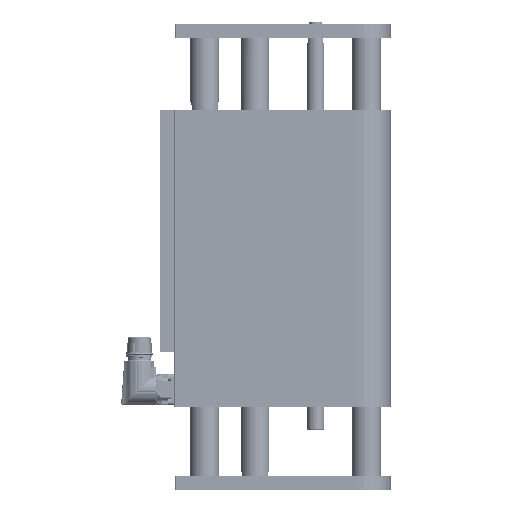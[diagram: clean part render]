
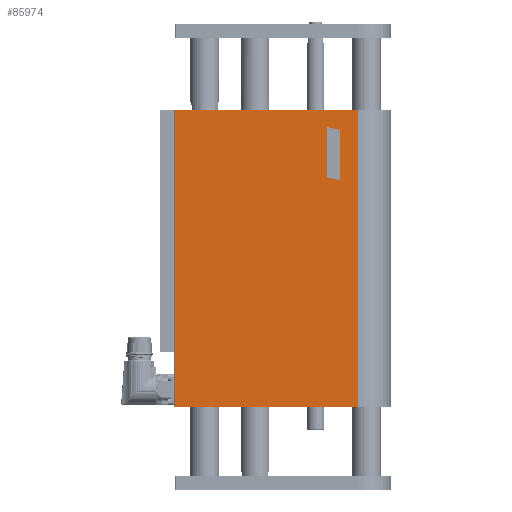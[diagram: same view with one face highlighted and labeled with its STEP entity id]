
A CAD part, left-side view. The second image highlights one B-rep face of the part: STEP entity #85974.
In plain terms, the highlighted planar face has unit normal (-1, 0, 0).
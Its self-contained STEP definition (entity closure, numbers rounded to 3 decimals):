
#815 = LINE ( 'NONE', #12987, #118293 ) ;
#2193 = EDGE_CURVE ( 'NONE', #43100, #91778, #107558, .T. ) ;
#3072 = CARTESIAN_POINT ( 'NONE',  ( -22.5, 55.5, -103. ) ) ;
#3112 = DIRECTION ( 'NONE',  ( 0., -1., 0. ) ) ;
#3639 = ORIENTED_EDGE ( 'NONE', *, *, #2193, .T. ) ;
#5814 = VECTOR ( 'NONE', #3112, 1000. ) ;
#6418 = FACE_OUTER_BOUND ( 'NONE', #121224, .T. ) ;
#10170 = DIRECTION ( 'NONE',  ( -1., 0., 0. ) ) ;
#10497 = LINE ( 'NONE', #46317, #122975 ) ;
#12987 = CARTESIAN_POINT ( 'NONE',  ( -22.5, 57., 103. ) ) ;
#17746 = EDGE_LOOP ( 'NONE', ( #44530, #136898, #30092, #112298 ) ) ;
#26722 = VERTEX_POINT ( 'NONE', #107504 ) ;
#30092 = ORIENTED_EDGE ( 'NONE', *, *, #39047, .T. ) ;
#33823 = DIRECTION ( 'NONE',  ( 0., -1., 0. ) ) ;
#34130 = VERTEX_POINT ( 'NONE', #34455 ) ;
#34455 = CARTESIAN_POINT ( 'NONE',  ( -22.5, 55.5, 103. ) ) ;
#36969 = CARTESIAN_POINT ( 'NONE',  ( -22.5, -49.922, 0. ) ) ;
#39047 = EDGE_CURVE ( 'NONE', #111468, #53802, #100889, .T. ) ;
#41105 = EDGE_CURVE ( 'NONE', #117574, #26722, #127620, .T. ) ;
#43100 = VERTEX_POINT ( 'NONE', #3072 ) ;
#44530 = ORIENTED_EDGE ( 'NONE', *, *, #41105, .T. ) ;
#46317 = CARTESIAN_POINT ( 'NONE',  ( -22.5, 55.5, -103. ) ) ;
#46342 = CARTESIAN_POINT ( 'NONE',  ( -22.5, -71.5, -103. ) ) ;
#46420 = AXIS2_PLACEMENT_3D ( 'NONE', #116058, #10170, #33823 ) ;
#46511 = VECTOR ( 'NONE', #106888, 1000. ) ;
#48003 = VECTOR ( 'NONE', #66549, 1000. ) ;
#49902 = LINE ( 'NONE', #36969, #113424 ) ;
#52933 = FACE_BOUND ( 'NONE', #17746, .T. ) ;
#53592 = CARTESIAN_POINT ( 'NONE',  ( -22.5, -13.606, 63.94 ) ) ;
#53802 = VERTEX_POINT ( 'NONE', #147338 ) ;
#59525 = DIRECTION ( 'NONE',  ( 0., -1., 0. ) ) ;
#59801 = CARTESIAN_POINT ( 'NONE',  ( -22.5, -20.701, 97.226 ) ) ;
#60411 = CARTESIAN_POINT ( 'NONE',  ( -22.5, -58.906, 0. ) ) ;
#61845 = CARTESIAN_POINT ( 'NONE',  ( -22.5, 57., -103. ) ) ;
#64110 = DIRECTION ( 'NONE',  ( 0., 0., -1. ) ) ;
#66087 = CARTESIAN_POINT ( 'NONE',  ( -22.5, -49.922, 91.004 ) ) ;
#66549 = DIRECTION ( 'NONE',  ( 0., 0.978, 0.208 ) ) ;
#72557 = LINE ( 'NONE', #60411, #46511 ) ;
#74141 = EDGE_CURVE ( 'NONE', #53802, #117574, #49902, .T. ) ;
#77677 = VECTOR ( 'NONE', #95589, 1000. ) ;
#81096 = ORIENTED_EDGE ( 'NONE', *, *, #138337, .T. ) ;
#83453 = DIRECTION ( 'NONE',  ( 0., 0., 1. ) ) ;
#83616 = LINE ( 'NONE', #46342, #135745 ) ;
#85974 = ADVANCED_FACE ( 'NONE', ( #6418, #52933 ), #99444, .T. ) ;
#87886 = EDGE_CURVE ( 'NONE', #26722, #111468, #72557, .T. ) ;
#88770 = ORIENTED_EDGE ( 'NONE', *, *, #113024, .F. ) ;
#88947 = VERTEX_POINT ( 'NONE', #135360 ) ;
#91778 = VERTEX_POINT ( 'NONE', #130099 ) ;
#95589 = DIRECTION ( 'NONE',  ( 0., -0.978, -0.208 ) ) ;
#95821 = DIRECTION ( 'NONE',  ( 0., 0., 1. ) ) ;
#99092 = EDGE_CURVE ( 'NONE', #34130, #43100, #10497, .T. ) ;
#99444 = PLANE ( 'NONE',  #46420 ) ;
#100889 = LINE ( 'NONE', #53592, #48003 ) ;
#106888 = DIRECTION ( 'NONE',  ( 0., 0., -1. ) ) ;
#107504 = CARTESIAN_POINT ( 'NONE',  ( -22.5, -58.906, 89.091 ) ) ;
#107558 = LINE ( 'NONE', #61845, #5814 ) ;
#111468 = VERTEX_POINT ( 'NONE', #136948 ) ;
#112298 = ORIENTED_EDGE ( 'NONE', *, *, #74141, .T. ) ;
#113024 = EDGE_CURVE ( 'NONE', #34130, #88947, #815, .T. ) ;
#113424 = VECTOR ( 'NONE', #83453, 1000. ) ;
#116058 = CARTESIAN_POINT ( 'NONE',  ( -22.5, 57., -103. ) ) ;
#117574 = VERTEX_POINT ( 'NONE', #66087 ) ;
#118293 = VECTOR ( 'NONE', #59525, 1000. ) ;
#121224 = EDGE_LOOP ( 'NONE', ( #88770, #129421, #3639, #81096 ) ) ;
#122975 = VECTOR ( 'NONE', #64110, 1000. ) ;
#127620 = LINE ( 'NONE', #59801, #77677 ) ;
#129421 = ORIENTED_EDGE ( 'NONE', *, *, #99092, .T. ) ;
#130099 = CARTESIAN_POINT ( 'NONE',  ( -22.5, -71.5, -103. ) ) ;
#135360 = CARTESIAN_POINT ( 'NONE',  ( -22.5, -71.5, 103. ) ) ;
#135745 = VECTOR ( 'NONE', #95821, 1000. ) ;
#136898 = ORIENTED_EDGE ( 'NONE', *, *, #87886, .T. ) ;
#136948 = CARTESIAN_POINT ( 'NONE',  ( -22.5, -58.906, 54.3 ) ) ;
#138337 = EDGE_CURVE ( 'NONE', #91778, #88947, #83616, .T. ) ;
#147338 = CARTESIAN_POINT ( 'NONE',  ( -22.5, -49.922, 56.212 ) ) ;
